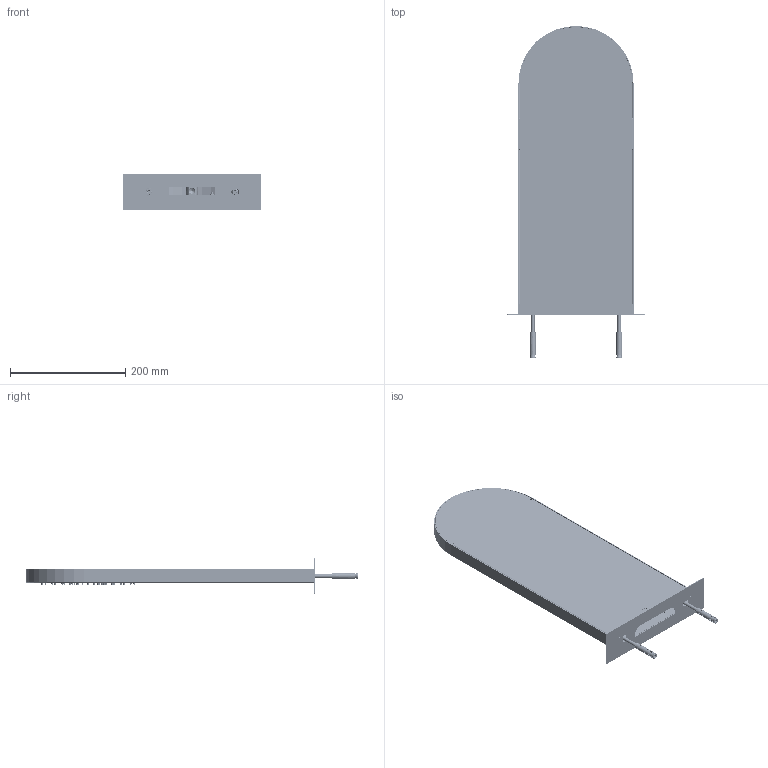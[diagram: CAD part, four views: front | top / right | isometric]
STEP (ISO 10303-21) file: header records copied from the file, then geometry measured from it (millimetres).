
FILE_DESCRIPTION(('STEP AP214'),'1');
FILE_NAME('Art.7130.stp','2023-06-12T05:44:14',(' '),(' '),'Spatial InterOp 3D',' ',' ');
FILE_SCHEMA(('AUTOMOTIVE_DESIGN { 1 0 10303 214 1 1 1 1 }'));
Length unit declared in the file: millimetre
Products named in the file (182): S.01017b; ASSEM1; S.01017; S.01017a; Art.7130; 21501; 21748; S.01030; M_20708; S.00110; S.00207; S.00340; S.00107; 21620; M-20419; M-1631; 21500; M.20444; T.RA013; M-20445; M-20446; P.00100; M-20447; 21551
Assembly tree (248 placements, depth 5):
  Art.7130
    S.01017  x2
      S.01017b
        ASSEM1
        S.01017b
      S.01017a
    21501
    21748
      ASSEM1
      S.01030  x2
        ASSEM1
        (unnamed)
        (unnamed)
        (unnamed)
        S.01030
      M_20708  x2
      S.00110  x2
      S.00207  x2
        ASSEM1
        S.00207
      S.00340  x2
        ASSEM1
        (unnamed)
        (unnamed)
        (unnamed)
        (unnamed)
        (unnamed)
        (unnamed)
        (unnamed)
        (unnamed)
        S.00340
      S.00107  x3
        ASSEM1
        (unnamed)
        (unnamed)
        S.00107
      21620
      M-20419
      M-1631
      21500
        ASSEM1
        (unnamed)
        21500
      M.20444
        ASSEM1
        (unnamed)
        (unnamed)
        (unnamed)
        (unnamed)
        (unnamed)
        (unnamed)
        (unnamed)
        (unnamed)
        (unnamed)
        (unnamed)
        (unnamed)
        (unnamed)
        (unnamed)
        (unnamed)
        (unnamed)
Bounding box: 240 x 577 x 64 mm (x, y, z)
Volume: 408191.2 mm3; surface area: 666021.7 mm2
Topology: 87 solids, 87 shells, 2350 faces, 5878 edges, 3863 vertices
Faces by surface type: plane 798, cylinder 722, torus 713, cone 81, sphere 36
Full cylindrical faces by diameter (mm): 0.4 x2, 1.5 x60, 1.7 x60, 3.1 x60, 3.3 x65, 4 x2, 4.4 x2, 4.6 x2, 5 x125, 5.9 x3, 6 x2, 7 x1, 7.1 x3, 7.6 x2, 8.4 x2, 8.566 x2, 9.8 x4, 10 x64, 12 x2, 13.9 x1, 14.1 x1, 20 x1, 172 x1, 182 x2
Entity records: 40854 total; most frequent: DIRECTION 5105, CARTESIAN_POINT 4598, ORIENTED_EDGE 3648, AXIS2_PLACEMENT_3D 2060, EDGE_CURVE 1824, VERTEX_POINT 1271, EDGE_LOOP 1264, STYLED_ITEM 1009
